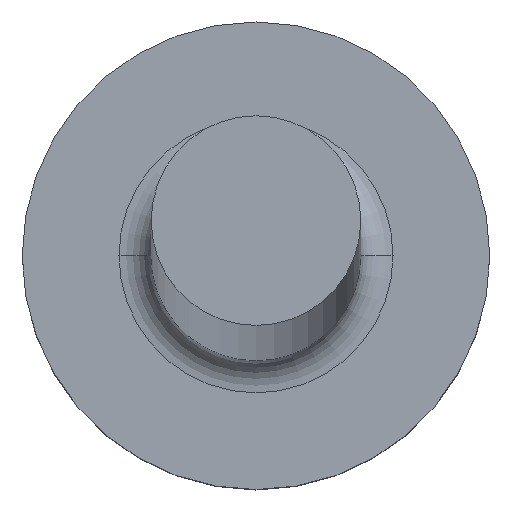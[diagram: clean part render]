
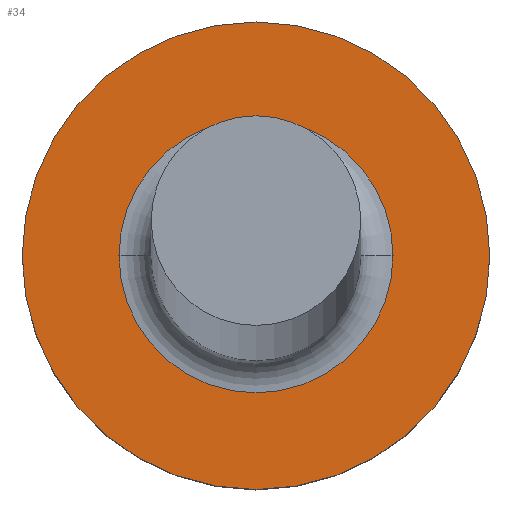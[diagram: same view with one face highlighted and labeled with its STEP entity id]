
A CAD part, top view. The second image highlights one B-rep face of the part: STEP entity #34.
In plain terms, the highlighted planar face has unit normal (0, 0, 1).
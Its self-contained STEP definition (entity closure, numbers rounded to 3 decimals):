
#1 = DIRECTION ( 'NONE',  ( 1., 0., 0. ) ) ;
#3 = EDGE_CURVE ( 'NONE', #164, #302, #53, .T. ) ;
#11 = EDGE_CURVE ( 'NONE', #302, #164, #227, .T. ) ;
#20 = CARTESIAN_POINT ( 'NONE',  ( 0., 0., 1.5 ) ) ;
#31 = CARTESIAN_POINT ( 'NONE',  ( 0., 0., 1.5 ) ) ;
#34 = ADVANCED_FACE ( 'NONE', ( #46, #234 ), #92, .T. ) ;
#44 = EDGE_LOOP ( 'NONE', ( #136, #279 ) ) ;
#46 = FACE_BOUND ( 'NONE', #142, .T. ) ;
#53 = CIRCLE ( 'NONE', #235, 1.45 ) ;
#70 = DIRECTION ( 'NONE',  ( 1., 0., 0. ) ) ;
#71 = EDGE_CURVE ( 'NONE', #99, #165, #231, .T. ) ;
#72 = DIRECTION ( 'NONE',  ( 0., 0., 1. ) ) ;
#79 = CIRCLE ( 'NONE', #248, 0.85 ) ;
#92 = PLANE ( 'NONE',  #143 ) ;
#98 = CARTESIAN_POINT ( 'NONE',  ( 0., 0., 1.5 ) ) ;
#99 = VERTEX_POINT ( 'NONE', #171 ) ;
#119 = CARTESIAN_POINT ( 'NONE',  ( 0., 0., 1.5 ) ) ;
#136 = ORIENTED_EDGE ( 'NONE', *, *, #3, .T. ) ;
#142 = EDGE_LOOP ( 'NONE', ( #144, #277 ) ) ;
#143 = AXIS2_PLACEMENT_3D ( 'NONE', #119, #72, #211 ) ;
#144 = ORIENTED_EDGE ( 'NONE', *, *, #71, .T. ) ;
#164 = VERTEX_POINT ( 'NONE', #285 ) ;
#165 = VERTEX_POINT ( 'NONE', #169 ) ;
#169 = CARTESIAN_POINT ( 'NONE',  ( -0.85, 0., 1.5 ) ) ;
#171 = CARTESIAN_POINT ( 'NONE',  ( 0.85, 0., 1.5 ) ) ;
#189 = DIRECTION ( 'NONE',  ( 0., 0., -1. ) ) ;
#197 = DIRECTION ( 'NONE',  ( 0., 0., -1. ) ) ;
#209 = DIRECTION ( 'NONE',  ( 0., 0., 1. ) ) ;
#211 = DIRECTION ( 'NONE',  ( 1., 0., 0. ) ) ;
#216 = AXIS2_PLACEMENT_3D ( 'NONE', #20, #209, #70 ) ;
#221 = AXIS2_PLACEMENT_3D ( 'NONE', #98, #189, #281 ) ;
#226 = EDGE_CURVE ( 'NONE', #165, #99, #79, .T. ) ;
#227 = CIRCLE ( 'NONE', #216, 1.45 ) ;
#231 = CIRCLE ( 'NONE', #221, 0.85 ) ;
#234 = FACE_OUTER_BOUND ( 'NONE', #44, .T. ) ;
#235 = AXIS2_PLACEMENT_3D ( 'NONE', #236, #303, #301 ) ;
#236 = CARTESIAN_POINT ( 'NONE',  ( 0., 0., 1.5 ) ) ;
#248 = AXIS2_PLACEMENT_3D ( 'NONE', #31, #197, #1 ) ;
#274 = CARTESIAN_POINT ( 'NONE',  ( 1.45, 0., 1.5 ) ) ;
#277 = ORIENTED_EDGE ( 'NONE', *, *, #226, .T. ) ;
#279 = ORIENTED_EDGE ( 'NONE', *, *, #11, .T. ) ;
#281 = DIRECTION ( 'NONE',  ( 1., 0., 0. ) ) ;
#285 = CARTESIAN_POINT ( 'NONE',  ( -1.45, 0., 1.5 ) ) ;
#301 = DIRECTION ( 'NONE',  ( 1., 0., 0. ) ) ;
#302 = VERTEX_POINT ( 'NONE', #274 ) ;
#303 = DIRECTION ( 'NONE',  ( 0., 0., 1. ) ) ;
